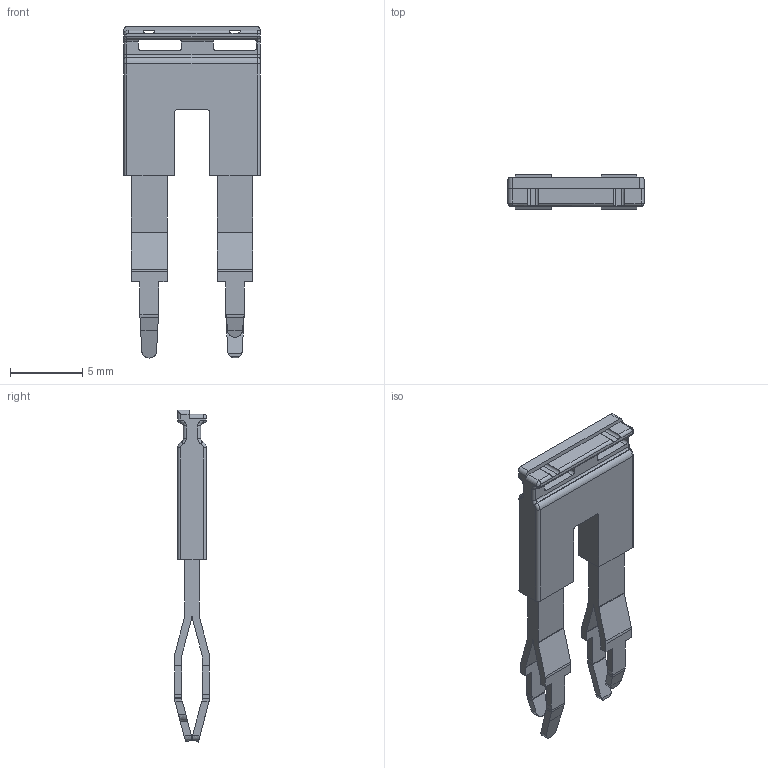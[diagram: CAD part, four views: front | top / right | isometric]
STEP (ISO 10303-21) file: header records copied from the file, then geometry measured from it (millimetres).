
FILE_DESCRIPTION(/* description */ (''),/* implementation_level */ '2;1');
FILE_NAME(/* name */ 'JX4_2.stp',/* time_stamp */ '2016-06-24T15:52:16-04:00',/* author */ ('CAD Station'),/* organization */ (''),/* preprocessor_version */ 'ST-DEVELOPER v16.1',/* originating_system */ 'Autodesk Inventor 2016',/* authorisation */ '');
FILE_SCHEMA (('AUTOMOTIVE_DESIGN { 1 0 10303 214 3 1 1 }'));
Length unit declared in the file: metre
Products named in the file (1): JX4_2
Bounding box: 9.46 x 2.42 x 23.04 mm (x, y, z)
Volume: 202 mm3; surface area: 484.2 mm2
Topology: 1 solids, 1 shells, 223 faces, 635 edges, 403 vertices
Faces by surface type: plane 128, cylinder 69, torus 12, bspline 9, sphere 5
Entity records: 7856 total; most frequent: CARTESIAN_POINT 1785, ORIENTED_EDGE 1260, DIRECTION 1183, EDGE_CURVE 630, LINE 427, VECTOR 427, VERTEX_POINT 403, AXIS2_PLACEMENT_3D 378
